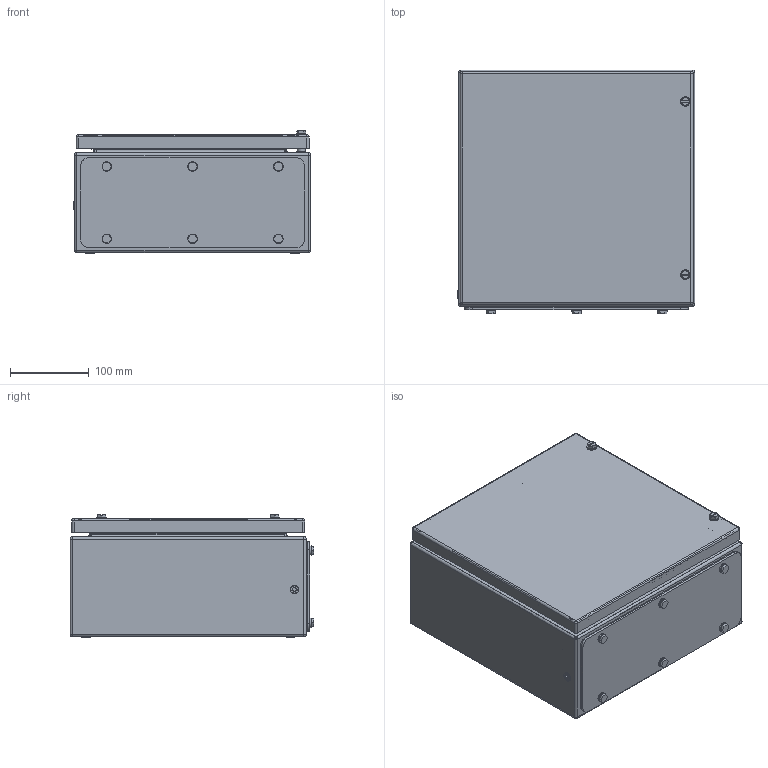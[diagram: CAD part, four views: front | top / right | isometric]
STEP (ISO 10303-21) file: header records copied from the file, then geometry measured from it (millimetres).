
FILE_DESCRIPTION(('CATIA V5 STEP Exchange','CAx-IF Rec.Pracs.--- Model Styling and Organization---1.4--- 2014-01-23'),'2;1');
FILE_NAME ('1320862-4_3_8000071018_LD_8000071018_KEBX_HS_303015_S4B1_AK.stp','2023-06-28T12:07:31+00:00',('none'),('Weidmueller'),'CATIA Version 5-6 Release 2016 SP3 HF44','CATIA V5 STEP AP214','none');
FILE_SCHEMA(('AUTOMOTIVE_DESIGN { 1 0 10303 214 1 1 1 1 }'));
Length unit declared in the file: millimetre
Products named in the file (1): HS KEBX 300X300X150 1GP
Bounding box: 301.5 x 309.75 x 157.1 mm (x, y, z)
Volume: 898216.9 mm3; surface area: 958613.3 mm2
Topology: 53 solids, 53 shells, 1189 faces, 2852 edges, 1818 vertices
Faces by surface type: plane 671, cylinder 426, cone 28, sphere 24, torus 24, bspline 16
Entity records: 38749 total; most frequent: CARTESIAN_POINT 10861, ORIENTED_EDGE 5656, DIRECTION 4766, EDGE_CURVE 2828, AXIS2_PLACEMENT_3D 1836, VERTEX_POINT 1818, VECTOR 1758, LINE 1758
